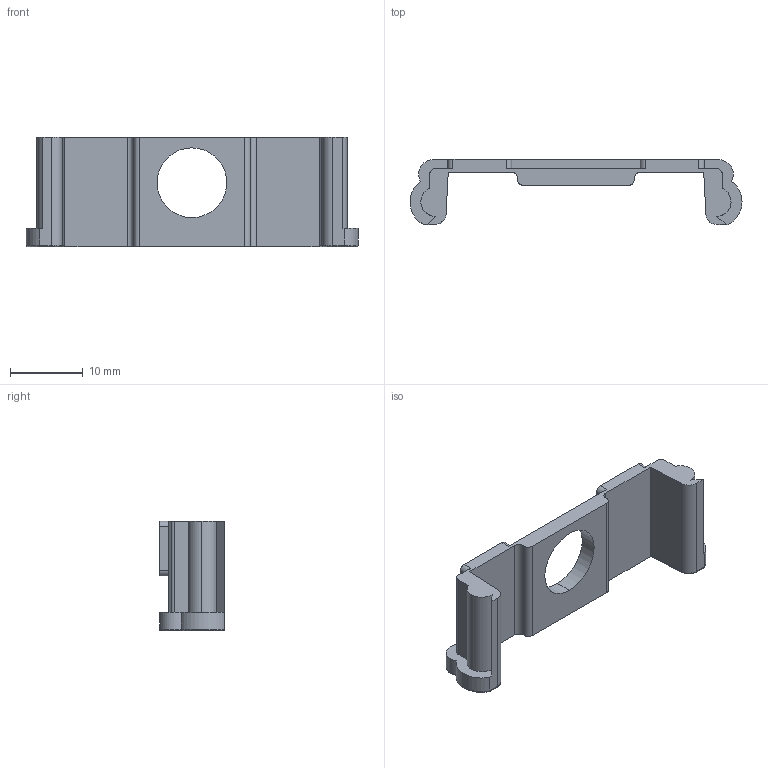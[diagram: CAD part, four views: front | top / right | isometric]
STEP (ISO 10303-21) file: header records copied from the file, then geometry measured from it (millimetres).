
FILE_DESCRIPTION (( 'STEP AP203' ), '1' );
FILE_NAME ('Endkappe Schiene gross Touch.step', '2017-06-22T15:55:41', ( '' ), ( '' ), 'SwSTEP 2.0', 'SolidWorks 2016', '' );
FILE_SCHEMA (( 'CONFIG_CONTROL_DESIGN' ));
Length unit declared in the file: millimetre
Products named in the file (1): Endkappe Schiene gross Touch
Bounding box: 45.49 x 8.9 x 15 mm (x, y, z)
Surface area: 2126.3 mm2 (no closed solid volume)
Topology: 0 solids, 1 shells, 88 faces, 234 edges, 152 vertices
Faces by surface type: plane 48, cylinder 32, bspline 8
Entity records: 3104 total; most frequent: CARTESIAN_POINT 836, ORIENTED_EDGE 468, DIRECTION 444, EDGE_CURVE 234, VECTOR 158, LINE 158, VERTEX_POINT 152, AXIS2_PLACEMENT_3D 143
